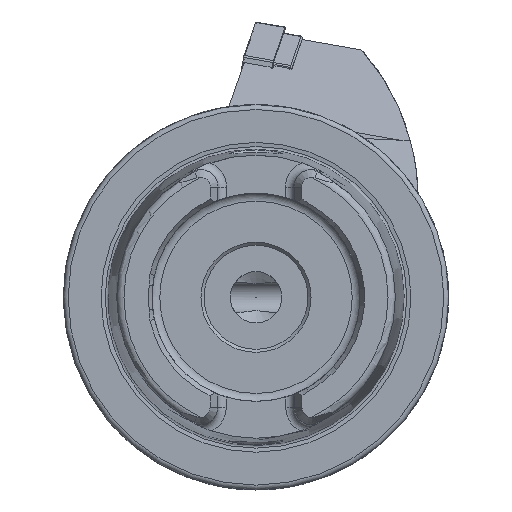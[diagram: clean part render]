
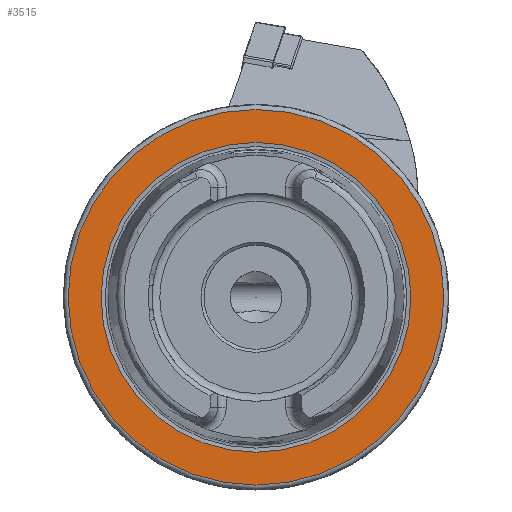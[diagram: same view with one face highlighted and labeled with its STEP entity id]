
A CAD part, left-side view. The second image highlights one B-rep face of the part: STEP entity #3515.
In plain terms, the highlighted planar face has unit normal (-1, 0, 0).
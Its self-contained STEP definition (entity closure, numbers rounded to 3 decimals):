
#348 = CARTESIAN_POINT ( 'NONE',  ( 0., 0., 30.7 ) ) ;
#916 = FACE_BOUND ( 'NONE', #4286, .T. ) ;
#2070 = VERTEX_POINT ( 'NONE', #348 ) ;
#3171 = DIRECTION ( 'NONE',  ( -1., 0., 0. ) ) ;
#3274 = DIRECTION ( 'NONE',  ( 0., 0., -1. ) ) ;
#3515 = ADVANCED_FACE ( 'NONE', ( #916, #12902 ), #7887, .F. ) ;
#3941 = DIRECTION ( 'NONE',  ( -1., 0., 0. ) ) ;
#4175 = CIRCLE ( 'NONE', #13291, 30.7 ) ;
#4286 = EDGE_LOOP ( 'NONE', ( #4342 ) ) ;
#4342 = ORIENTED_EDGE ( 'NONE', *, *, #13421, .F. ) ;
#4526 = EDGE_LOOP ( 'NONE', ( #13037 ) ) ;
#4830 = AXIS2_PLACEMENT_3D ( 'NONE', #6795, #5612, #3274 ) ;
#5612 = DIRECTION ( 'NONE',  ( 1., 0., 0. ) ) ;
#5830 = EDGE_CURVE ( 'NONE', #2070, #2070, #4175, .T. ) ;
#6795 = CARTESIAN_POINT ( 'NONE',  ( 0., 30.7, 0. ) ) ;
#7887 = PLANE ( 'NONE',  #4830 ) ;
#8278 = CIRCLE ( 'NONE', #14164, 25.324 ) ;
#9512 = CARTESIAN_POINT ( 'NONE',  ( 0., 0., 0. ) ) ;
#9567 = DIRECTION ( 'NONE',  ( 0., 0., 1. ) ) ;
#10093 = CARTESIAN_POINT ( 'NONE',  ( 0., 0., 0. ) ) ;
#10960 = CARTESIAN_POINT ( 'NONE',  ( 0., 0., 25.324 ) ) ;
#12611 = DIRECTION ( 'NONE',  ( 0., 0., 1. ) ) ;
#12902 = FACE_OUTER_BOUND ( 'NONE', #4526, .T. ) ;
#13037 = ORIENTED_EDGE ( 'NONE', *, *, #5830, .T. ) ;
#13144 = VERTEX_POINT ( 'NONE', #10960 ) ;
#13291 = AXIS2_PLACEMENT_3D ( 'NONE', #9512, #3941, #9567 ) ;
#13421 = EDGE_CURVE ( 'NONE', #13144, #13144, #8278, .T. ) ;
#14164 = AXIS2_PLACEMENT_3D ( 'NONE', #10093, #3171, #12611 ) ;
